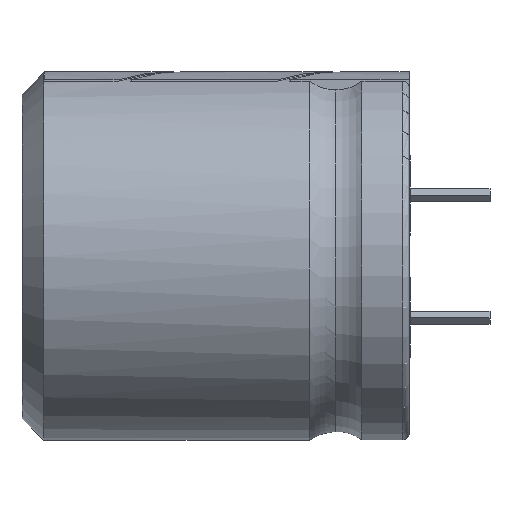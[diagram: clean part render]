
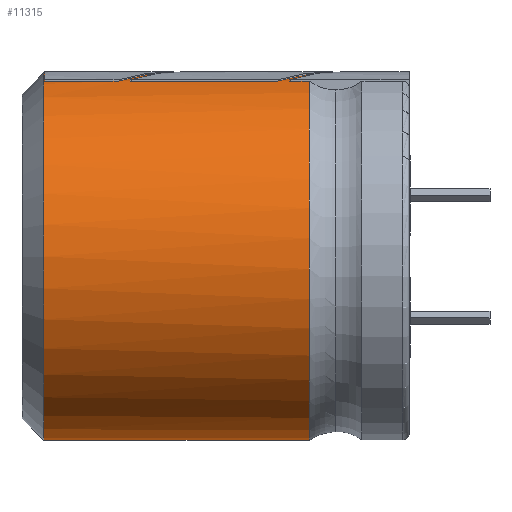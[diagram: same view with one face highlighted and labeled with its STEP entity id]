
A CAD part, left-side view. The second image highlights one B-rep face of the part: STEP entity #11315.
In plain terms, the highlighted cylindrical face has radius 15 mm (diameter 30 mm), a partial arc.
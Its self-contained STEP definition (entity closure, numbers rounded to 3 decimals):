
#60 = AXIS2_PLACEMENT_3D ( 'NONE', #10875, #7514, #3940 ) ;
#123 = VERTEX_POINT ( 'NONE', #10060 ) ;
#384 = CYLINDRICAL_SURFACE ( 'NONE', #60, 15. ) ;
#509 = CARTESIAN_POINT ( 'NONE',  ( -4.463, 18.687, 14.321 ) ) ;
#847 = ORIENTED_EDGE ( 'NONE', *, *, #9371, .T. ) ;
#968 = ORIENTED_EDGE ( 'NONE', *, *, #12198, .T. ) ;
#1131 =( BOUNDED_CURVE ( )  B_SPLINE_CURVE ( 3, ( #11638, #3688, #8501, #6042 ),
 .UNSPECIFIED., .F., .F. ) 
 B_SPLINE_CURVE_WITH_KNOTS ( ( 4, 4 ),
 ( 1.269, 1.38 ),
 .UNSPECIFIED. ) 
 CURVE ( )  GEOMETRIC_REPRESENTATION_ITEM ( )  RATIONAL_B_SPLINE_CURVE ( ( 1., 0.999, 0.999, 1. ) ) 
 REPRESENTATION_ITEM ( '' )  );
#1200 = DIRECTION ( 'NONE',  ( 0., 1., 0. ) ) ;
#1222 = DIRECTION ( 'NONE',  ( 0., 1., 0. ) ) ;
#1264 = VERTEX_POINT ( 'NONE', #3496 ) ;
#1275 = EDGE_CURVE ( 'NONE', #12366, #11498, #14985, .T. ) ;
#1407 = CIRCLE ( 'NONE', #11130, 15. ) ;
#1430 = FACE_OUTER_BOUND ( 'NONE', #12858, .T. ) ;
#1552 = LINE ( 'NONE', #3471, #2478 ) ;
#1659 = CARTESIAN_POINT ( 'NONE',  ( -2.851, 3.075, 14.727 ) ) ;
#1729 = EDGE_CURVE ( 'NONE', #9928, #123, #9491, .T. ) ;
#1751 = VECTOR ( 'NONE', #12219, 1000. ) ;
#2271 = CARTESIAN_POINT ( 'NONE',  ( -2.737, 3.961, 14.775 ) ) ;
#2478 = VECTOR ( 'NONE', #1200, 1000. ) ;
#2498 = CARTESIAN_POINT ( 'NONE',  ( 0., 24.687, 15. ) ) ;
#2696 = AXIS2_PLACEMENT_3D ( 'NONE', #10932, #1222, #3561 ) ;
#2873 = VERTEX_POINT ( 'NONE', #509 ) ;
#3009 = ORIENTED_EDGE ( 'NONE', *, *, #10044, .T. ) ;
#3471 = CARTESIAN_POINT ( 'NONE',  ( -4.463, 32.893, 14.321 ) ) ;
#3476 = ORIENTED_EDGE ( 'NONE', *, *, #9916, .T. ) ;
#3496 = CARTESIAN_POINT ( 'NONE',  ( 0., 14.224, 15. ) ) ;
#3561 = DIRECTION ( 'NONE',  ( 0., 0., 1. ) ) ;
#3576 = CARTESIAN_POINT ( 'NONE',  ( -4.463, 24.687, 14.321 ) ) ;
#3688 = CARTESIAN_POINT ( 'NONE',  ( -3.933, 4.157, 14.486 ) ) ;
#3783 = ORIENTED_EDGE ( 'NONE', *, *, #6278, .T. ) ;
#3930 = CIRCLE ( 'NONE', #10020, 15. ) ;
#3940 = DIRECTION ( 'NONE',  ( 0., 0., 1. ) ) ;
#4140 = DIRECTION ( 'NONE',  ( 0., 1., 0. ) ) ;
#4181 = DIRECTION ( 'NONE',  ( 0., 1., 0. ) ) ;
#4480 = CARTESIAN_POINT ( 'NONE',  ( -1.851, 3.075, 14.885 ) ) ;
#4843 = EDGE_CURVE ( 'NONE', #1264, #2873, #7346, .T. ) ;
#4847 = CARTESIAN_POINT ( 'NONE',  ( -4.463, 4.687, 14.321 ) ) ;
#4947 = ORIENTED_EDGE ( 'NONE', *, *, #1275, .F. ) ;
#4959 = ORIENTED_EDGE ( 'NONE', *, *, #4843, .T. ) ;
#5114 = CARTESIAN_POINT ( 'NONE',  ( 0., 24.687, 0. ) ) ;
#5121 = LINE ( 'NONE', #14354, #7443 ) ;
#5126 = CIRCLE ( 'NONE', #2696, 15. ) ;
#5135 = CARTESIAN_POINT ( 'NONE',  ( -4.463, 17.687, 14.321 ) ) ;
#5193 = CARTESIAN_POINT ( 'NONE',  ( -4.463, 3.075, 14.321 ) ) ;
#5250 = EDGE_CURVE ( 'NONE', #14651, #8199, #5121, .T. ) ;
#5396 = CARTESIAN_POINT ( 'NONE',  ( 0., 3.075, 0. ) ) ;
#5550 = LINE ( 'NONE', #11448, #9505 ) ;
#5607 = DIRECTION ( 'NONE',  ( 0., 1., 0. ) ) ;
#5788 = VERTEX_POINT ( 'NONE', #2498 ) ;
#5815 = CARTESIAN_POINT ( 'NONE',  ( 0., 24.758, 15. ) ) ;
#5924 = VERTEX_POINT ( 'NONE', #8333 ) ;
#6042 = CARTESIAN_POINT ( 'NONE',  ( -2.851, 3.075, 14.727 ) ) ;
#6255 = CARTESIAN_POINT ( 'NONE',  ( 0., 24.758, -15. ) ) ;
#6278 = EDGE_CURVE ( 'NONE', #5924, #14651, #1407, .T. ) ;
#6862 = CARTESIAN_POINT ( 'NONE',  ( -4.463, 17.687, 14.321 ) ) ;
#6917 = AXIS2_PLACEMENT_3D ( 'NONE', #11435, #5607, #10280 ) ;
#7222 = ORIENTED_EDGE ( 'NONE', *, *, #1729, .T. ) ;
#7256 = DIRECTION ( 'NONE',  ( 0., 1., 0. ) ) ;
#7346 =( BOUNDED_CURVE ( )  B_SPLINE_CURVE ( 3, ( #7742, #13753, #10175, #13530 ),
 .UNSPECIFIED., .F., .F. ) 
 B_SPLINE_CURVE_WITH_KNOTS ( ( 4, 4 ),
 ( 4.712, 5.014 ),
 .UNSPECIFIED. ) 
 CURVE ( )  GEOMETRIC_REPRESENTATION_ITEM ( )  RATIONAL_B_SPLINE_CURVE ( ( 1., 0.992, 0.992, 1. ) ) 
 REPRESENTATION_ITEM ( '' )  );
#7443 = VECTOR ( 'NONE', #7256, 1000. ) ;
#7458 = LINE ( 'NONE', #9905, #14180 ) ;
#7514 = DIRECTION ( 'NONE',  ( 0., 1., 0. ) ) ;
#7547 = DIRECTION ( 'NONE',  ( 0., 1., 0. ) ) ;
#7607 = ORIENTED_EDGE ( 'NONE', *, *, #11901, .F. ) ;
#7742 = CARTESIAN_POINT ( 'NONE',  ( 0., 14.224, 15. ) ) ;
#7757 = CARTESIAN_POINT ( 'NONE',  ( -4.463, 5.687, 14.321 ) ) ;
#8199 = VERTEX_POINT ( 'NONE', #4847 ) ;
#8333 = CARTESIAN_POINT ( 'NONE',  ( 0., 3.075, -15. ) ) ;
#8501 = CARTESIAN_POINT ( 'NONE',  ( -3.395, 3.62, 14.621 ) ) ;
#8703 = CARTESIAN_POINT ( 'NONE',  ( 0., 32.893, 15. ) ) ;
#8873 = CARTESIAN_POINT ( 'NONE',  ( -4.463, 32.893, 14.321 ) ) ;
#9016 = EDGE_CURVE ( 'NONE', #123, #1264, #5550, .T. ) ;
#9136 = VERTEX_POINT ( 'NONE', #3576 ) ;
#9195 = VERTEX_POINT ( 'NONE', #7757 ) ;
#9212 = ORIENTED_EDGE ( 'NONE', *, *, #10087, .T. ) ;
#9371 = EDGE_CURVE ( 'NONE', #13019, #12549, #5126, .T. ) ;
#9491 =( BOUNDED_CURVE ( )  B_SPLINE_CURVE ( 3, ( #6862, #11694, #13805, #11539 ),
 .UNSPECIFIED., .F., .F. ) 
 B_SPLINE_CURVE_WITH_KNOTS ( ( 4, 4 ),
 ( 1.269, 1.571 ),
 .UNSPECIFIED. ) 
 CURVE ( )  GEOMETRIC_REPRESENTATION_ITEM ( )  RATIONAL_B_SPLINE_CURVE ( ( 1., 0.992, 0.992, 1. ) ) 
 REPRESENTATION_ITEM ( '' )  );
#9505 = VECTOR ( 'NONE', #13954, 1000. ) ;
#9618 = DIRECTION ( 'NONE',  ( 0., 0., -1. ) ) ;
#9905 = CARTESIAN_POINT ( 'NONE',  ( 0., 32.893, -15. ) ) ;
#9916 = EDGE_CURVE ( 'NONE', #8199, #13019, #1131, .T. ) ;
#9928 = VERTEX_POINT ( 'NONE', #5135 ) ;
#9932 =( BOUNDED_CURVE ( )  B_SPLINE_CURVE ( 3, ( #4480, #2271, #10337, #13997 ),
 .UNSPECIFIED., .F., .F. ) 
 B_SPLINE_CURVE_WITH_KNOTS ( ( 4, 4 ),
 ( 4.836, 5.014 ),
 .UNSPECIFIED. ) 
 CURVE ( )  GEOMETRIC_REPRESENTATION_ITEM ( )  RATIONAL_B_SPLINE_CURVE ( ( 1., 0.997, 0.997, 1. ) ) 
 REPRESENTATION_ITEM ( '' )  );
#10020 = AXIS2_PLACEMENT_3D ( 'NONE', #5114, #7547, #9618 ) ;
#10044 = EDGE_CURVE ( 'NONE', #5788, #11498, #11065, .T. ) ;
#10051 = DIRECTION ( 'NONE',  ( 0., 0., 1. ) ) ;
#10060 = CARTESIAN_POINT ( 'NONE',  ( 0., 13.224, 15. ) ) ;
#10087 = EDGE_CURVE ( 'NONE', #9136, #5788, #3930, .T. ) ;
#10175 = CARTESIAN_POINT ( 'NONE',  ( -3.015, 17.239, 14.772 ) ) ;
#10280 = DIRECTION ( 'NONE',  ( 0., 0., 1. ) ) ;
#10331 = ORIENTED_EDGE ( 'NONE', *, *, #9016, .T. ) ;
#10337 = CARTESIAN_POINT ( 'NONE',  ( -3.61, 4.834, 14.586 ) ) ;
#10704 = ORIENTED_EDGE ( 'NONE', *, *, #15071, .T. ) ;
#10875 = CARTESIAN_POINT ( 'NONE',  ( 0., 32.893, 0. ) ) ;
#10932 = CARTESIAN_POINT ( 'NONE',  ( 0., 3.075, 0. ) ) ;
#10971 = DIRECTION ( 'NONE',  ( 0., 1., 0. ) ) ;
#11065 = LINE ( 'NONE', #8703, #1751 ) ;
#11130 = AXIS2_PLACEMENT_3D ( 'NONE', #5396, #4181, #10051 ) ;
#11301 = CARTESIAN_POINT ( 'NONE',  ( -1.851, 3.075, 14.885 ) ) ;
#11315 = ADVANCED_FACE ( 'NONE', ( #1430 ), #384, .T. ) ;
#11349 = ORIENTED_EDGE ( 'NONE', *, *, #11429, .T. ) ;
#11429 = EDGE_CURVE ( 'NONE', #2873, #9136, #1552, .T. ) ;
#11435 = CARTESIAN_POINT ( 'NONE',  ( 0., 24.758, 0. ) ) ;
#11448 = CARTESIAN_POINT ( 'NONE',  ( 0., 32.893, 15. ) ) ;
#11498 = VERTEX_POINT ( 'NONE', #5815 ) ;
#11539 = CARTESIAN_POINT ( 'NONE',  ( 0., 13.224, 15. ) ) ;
#11638 = CARTESIAN_POINT ( 'NONE',  ( -4.463, 4.687, 14.321 ) ) ;
#11657 = ORIENTED_EDGE ( 'NONE', *, *, #5250, .T. ) ;
#11694 = CARTESIAN_POINT ( 'NONE',  ( -3.015, 16.239, 14.772 ) ) ;
#11901 = EDGE_CURVE ( 'NONE', #5924, #12366, #7458, .T. ) ;
#12198 = EDGE_CURVE ( 'NONE', #9195, #9928, #14828, .T. ) ;
#12219 = DIRECTION ( 'NONE',  ( 0., 1., 0. ) ) ;
#12366 = VERTEX_POINT ( 'NONE', #6255 ) ;
#12549 = VERTEX_POINT ( 'NONE', #11301 ) ;
#12646 = VECTOR ( 'NONE', #4140, 1000. ) ;
#12858 = EDGE_LOOP ( 'NONE', ( #7607, #3783, #11657, #3476, #847, #10704, #968, #7222, #10331, #4959, #11349, #9212, #3009, #4947 ) ) ;
#13019 = VERTEX_POINT ( 'NONE', #1659 ) ;
#13530 = CARTESIAN_POINT ( 'NONE',  ( -4.463, 18.687, 14.321 ) ) ;
#13753 = CARTESIAN_POINT ( 'NONE',  ( -1.516, 15.74, 15. ) ) ;
#13805 = CARTESIAN_POINT ( 'NONE',  ( -1.516, 14.74, 15. ) ) ;
#13954 = DIRECTION ( 'NONE',  ( 0., 1., 0. ) ) ;
#13997 = CARTESIAN_POINT ( 'NONE',  ( -4.463, 5.687, 14.321 ) ) ;
#14180 = VECTOR ( 'NONE', #10971, 1000. ) ;
#14354 = CARTESIAN_POINT ( 'NONE',  ( -4.463, 32.893, 14.321 ) ) ;
#14651 = VERTEX_POINT ( 'NONE', #5193 ) ;
#14828 = LINE ( 'NONE', #8873, #12646 ) ;
#14985 = CIRCLE ( 'NONE', #6917, 15. ) ;
#15071 = EDGE_CURVE ( 'NONE', #12549, #9195, #9932, .T. ) ;
